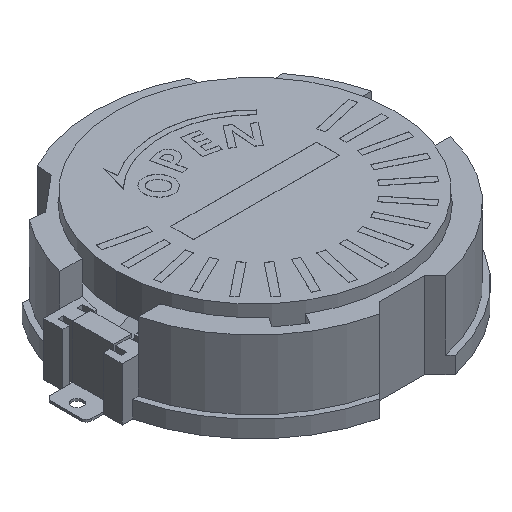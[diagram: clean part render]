
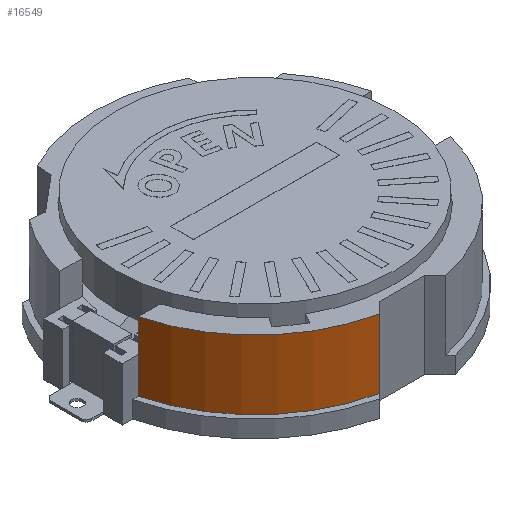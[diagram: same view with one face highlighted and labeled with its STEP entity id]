
A CAD part, isometric view. The second image highlights one B-rep face of the part: STEP entity #16549.
In plain terms, the highlighted cylindrical face has radius 14.25 mm (diameter 28.5 mm), a partial arc.
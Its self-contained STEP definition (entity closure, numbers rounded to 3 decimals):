
#162 = AXIS2_PLACEMENT_3D ( 'NONE', #8822, #10972, #8416 ) ;
#409 = EDGE_CURVE ( 'NONE', #22649, #18278, #6153, .T. ) ;
#546 = VERTEX_POINT ( 'NONE', #13851 ) ;
#1612 = EDGE_CURVE ( 'NONE', #546, #2099, #2657, .T. ) ;
#1659 = DIRECTION ( 'NONE',  ( 0., 0., -1. ) ) ;
#1773 = DIRECTION ( 'NONE',  ( 1., 0., 0. ) ) ;
#2099 = VERTEX_POINT ( 'NONE', #5001 ) ;
#2395 = LINE ( 'NONE', #8995, #20299 ) ;
#2657 = LINE ( 'NONE', #4433, #21141 ) ;
#4433 = CARTESIAN_POINT ( 'NONE',  ( -13.82, -3.475, 7.6 ) ) ;
#5001 = CARTESIAN_POINT ( 'NONE',  ( -13.82, -3.475, 1.5 ) ) ;
#5854 = CIRCLE ( 'NONE', #162, 14.25 ) ;
#6153 = CIRCLE ( 'NONE', #16080, 14.25 ) ;
#7114 = CARTESIAN_POINT ( 'NONE',  ( -2.943, -13.943, 7.6 ) ) ;
#7569 = DIRECTION ( 'NONE',  ( -1., 0., 0. ) ) ;
#7838 = FACE_OUTER_BOUND ( 'NONE', #16561, .T. ) ;
#8416 = DIRECTION ( 'NONE',  ( 1., 0., 0. ) ) ;
#8822 = CARTESIAN_POINT ( 'NONE',  ( 0., 0., 1.5 ) ) ;
#8830 = DIRECTION ( 'NONE',  ( 0., 0., -1. ) ) ;
#8995 = CARTESIAN_POINT ( 'NONE',  ( -13.82, -3.475, 7.6 ) ) ;
#9027 = VERTEX_POINT ( 'NONE', #15146 ) ;
#10107 = ORIENTED_EDGE ( 'NONE', *, *, #17419, .T. ) ;
#10344 = ORIENTED_EDGE ( 'NONE', *, *, #19579, .T. ) ;
#10632 = CARTESIAN_POINT ( 'NONE',  ( -13.82, -3.475, 7.6 ) ) ;
#10732 = DIRECTION ( 'NONE',  ( 0., 0., -1. ) ) ;
#10972 = DIRECTION ( 'NONE',  ( 0., 0., 1. ) ) ;
#11878 = CYLINDRICAL_SURFACE ( 'NONE', #12180, 14.25 ) ;
#11881 = EDGE_CURVE ( 'NONE', #22649, #546, #2395, .T. ) ;
#12117 = CARTESIAN_POINT ( 'NONE',  ( 0., 0., 7.6 ) ) ;
#12180 = AXIS2_PLACEMENT_3D ( 'NONE', #26643, #1659, #7569 ) ;
#13851 = CARTESIAN_POINT ( 'NONE',  ( -13.82, -3.475, 4.7 ) ) ;
#15146 = CARTESIAN_POINT ( 'NONE',  ( -2.943, -13.943, 1.5 ) ) ;
#15349 = DIRECTION ( 'NONE',  ( 0., 0., 1. ) ) ;
#15819 = ORIENTED_EDGE ( 'NONE', *, *, #1612, .T. ) ;
#16080 = AXIS2_PLACEMENT_3D ( 'NONE', #12117, #26624, #1773 ) ;
#16549 = ADVANCED_FACE ( 'NONE', ( #7838 ), #11878, .T. ) ;
#16561 = EDGE_LOOP ( 'NONE', ( #25445, #19423, #15819, #10344, #10107 ) ) ;
#17419 = EDGE_CURVE ( 'NONE', #9027, #18278, #19410, .T. ) ;
#18278 = VERTEX_POINT ( 'NONE', #19415 ) ;
#19410 = LINE ( 'NONE', #7114, #20129 ) ;
#19415 = CARTESIAN_POINT ( 'NONE',  ( -2.943, -13.943, 7.6 ) ) ;
#19423 = ORIENTED_EDGE ( 'NONE', *, *, #11881, .T. ) ;
#19579 = EDGE_CURVE ( 'NONE', #2099, #9027, #5854, .T. ) ;
#20129 = VECTOR ( 'NONE', #15349, 1000. ) ;
#20299 = VECTOR ( 'NONE', #10732, 1000. ) ;
#21141 = VECTOR ( 'NONE', #8830, 1000. ) ;
#22649 = VERTEX_POINT ( 'NONE', #10632 ) ;
#25445 = ORIENTED_EDGE ( 'NONE', *, *, #409, .F. ) ;
#26624 = DIRECTION ( 'NONE',  ( 0., 0., 1. ) ) ;
#26643 = CARTESIAN_POINT ( 'NONE',  ( 0., 0., 7.6 ) ) ;
